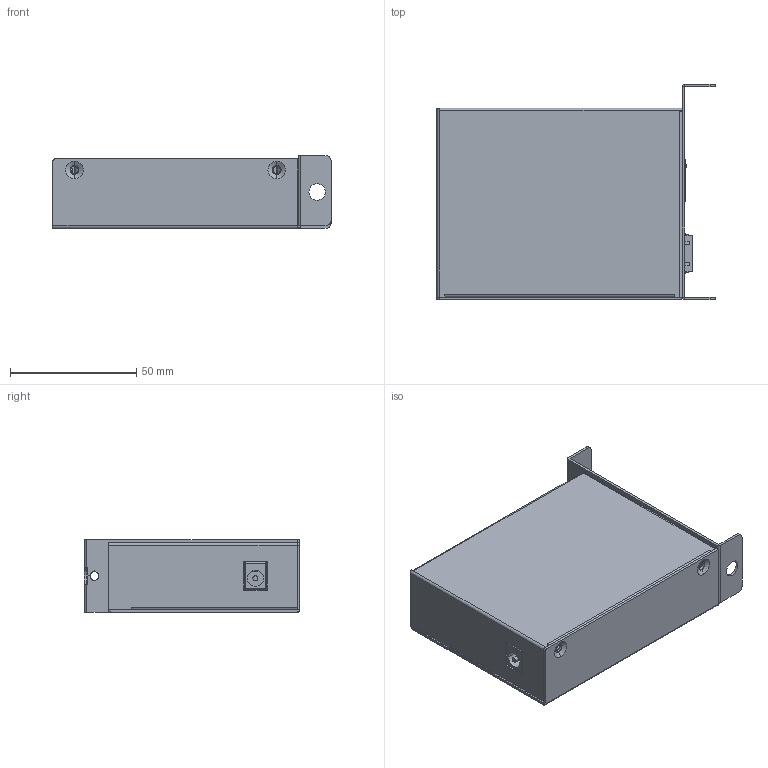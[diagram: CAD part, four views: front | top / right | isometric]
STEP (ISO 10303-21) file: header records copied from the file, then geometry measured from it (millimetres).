
FILE_DESCRIPTION((''),'2;1');
FILE_NAME('000ZIKA_ASM','2024-08-06T11:42:28',('wangzixiong'),(''),'CREO PARAMETRIC BY PTC INC, 2023352','CREO PARAMETRIC BY PTC INC, 2023352','');
FILE_SCHEMA(('AUTOMOTIVE_DESIGN { 1 0 10303 214 1 1 1 1 }'));
Length unit declared in the file: millimetre
Products named in the file (12): GAIBAN-ZIKA; 102990201-1-1SFP-PUL; 106010001-BOMA-21; 56LED-1X100_257_1; 56-PIN0_16_ASM_1_ASM_ASM; 56-LED-1X1-000_287_1; 56-LED0_21_1; 56S-LED-1X1-8P8C-EMI_ASM_42_ASM_ASM; LIANJIEQI-GUANGXIANZUO; 1X3_LED; DIBAN-ZIKA2; 000ZIKA_ASM
Assembly tree (11 placements, depth 3):
  000ZIKA_ASM
    GAIBAN-ZIKA
    102990201-1-1SFP-PUL
    106010001-BOMA-21
    56S-LED-1X1-8P8C-EMI_ASM_42_ASM_ASM
      56LED-1X100_257_1
      56-PIN0_16_ASM_1_ASM_ASM
      56-LED-1X1-000_287_1
      56-LED0_21_1
    LIANJIEQI-GUANGXIANZUO
    1X3_LED
    DIBAN-ZIKA2
Bounding box: 110 x 85.2 x 28.8 mm (x, y, z)
Volume: 30471.8 mm3; surface area: 65049.6 mm2
Topology: 13 solids, 13 shells, 1531 faces, 4049 edges, 2544 vertices
Faces by surface type: plane 956, cylinder 453, bspline 64, cone 18, torus 16, extrusion 14, sphere 10
Entity records: 52052 total; most frequent: CARTESIAN_POINT 11613, ORIENTED_EDGE 8086, DIRECTION 7668, EDGE_CURVE 4043, VECTOR 2906, LINE 2892, VERTEX_POINT 2544, AXIS2_PLACEMENT_3D 2381
